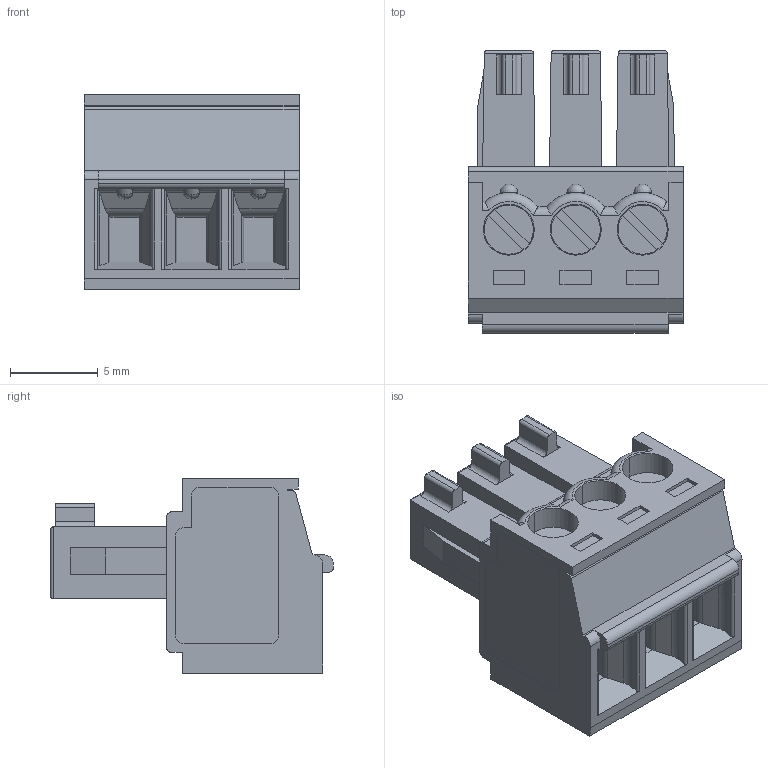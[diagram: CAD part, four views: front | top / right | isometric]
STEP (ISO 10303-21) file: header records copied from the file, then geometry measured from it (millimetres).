
FILE_DESCRIPTION(('Creo Elements/Direct Modeling STEP Export'),'2;1');
FILE_NAME('model.stp','2020-08-28T 0:41:16',(''),(''),'Creo Elements/Direct Modeling STEP processor for AP214 (Solid Model)','Creo Elements/Direct Modeling 20.1A 29-Sep-2018 (C) Parametric Technology GmbH','');
FILE_SCHEMA(('AUTOMOTIVE_DESIGN { 1 0 10303 214 1 1 1 1 }'));
Length unit declared in the file: millimetre
Products named in the file (5): AT_MC_1_5_ST_3_81_Kufen; AC_MC_1_5_Laengsschlitz.3; KK_MC_1_5.2; CO_MC_1_5_ST.2; MC_1.5_3-ST-3.81
Assembly tree (10 placements, depth 2):
  MC_1.5_3-ST-3.81
    KK_MC_1_5.2  x3
    AC_MC_1_5_Laengsschlitz.3  x3
    CO_MC_1_5_ST.2  x3
    AT_MC_1_5_ST_3_81_Kufen
Bounding box: 12.25 x 16.1 x 11.1 mm (x, y, z)
Volume: 1059.4 mm3; surface area: 2210.6 mm2
Topology: 10 solids, 10 shells, 612 faces, 1660 edges, 1082 vertices
Faces by surface type: plane 428, cylinder 154, cone 15, sphere 9, torus 6
Entity records: 23380 total; most frequent: CARTESIAN_POINT 5159, ORIENTED_EDGE 2944, DIRECTION 2733, EDGE_CURVE 1472, VECTOR 1115, LINE 1115, VERTEX_POINT 970, AXIS2_PLACEMENT_3D 809
